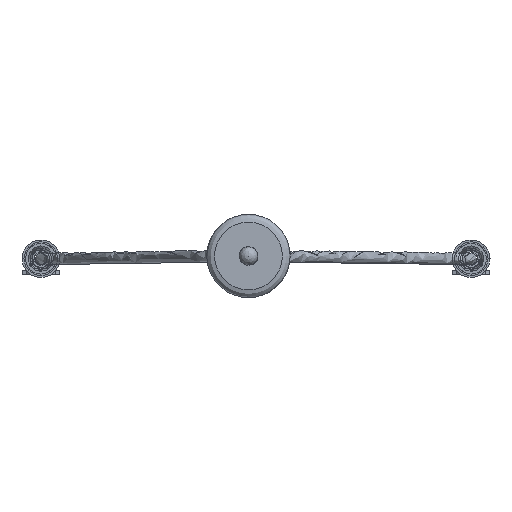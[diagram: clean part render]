
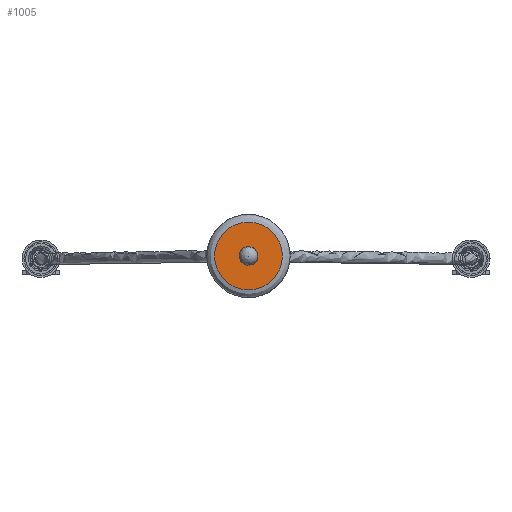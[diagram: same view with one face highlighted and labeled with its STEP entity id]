
A CAD part, front view. The second image highlights one B-rep face of the part: STEP entity #1005.
In plain terms, the highlighted planar face has unit normal (0, -1, 0).
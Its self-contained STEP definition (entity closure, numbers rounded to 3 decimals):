
#100=PLANE('',#1133);
#286=FACE_OUTER_BOUND('',#349,.T.);
#349=EDGE_LOOP('',(#734));
#422=CIRCLE('',#1132,2.85);
#475=VERTEX_POINT('',#1572);
#575=EDGE_CURVE('',#475,#475,#422,.T.);
#734=ORIENTED_EDGE('',*,*,#575,.F.);
#1005=ADVANCED_FACE('',(#286),#100,.F.);
#1132=AXIS2_PLACEMENT_3D('',#1574,#1276,#1277);
#1133=AXIS2_PLACEMENT_3D('',#1575,#1278,#1279);
#1276=DIRECTION('center_axis',(0.,1.,0.));
#1277=DIRECTION('ref_axis',(-1.,0.,0.));
#1278=DIRECTION('center_axis',(0.,1.,0.));
#1279=DIRECTION('ref_axis',(-1.,0.,0.));
#1572=CARTESIAN_POINT('',(0.,299.205,-2.85));
#1574=CARTESIAN_POINT('Origin',(0.,299.205,0.));
#1575=CARTESIAN_POINT('Origin',(0.,299.205,0.));
